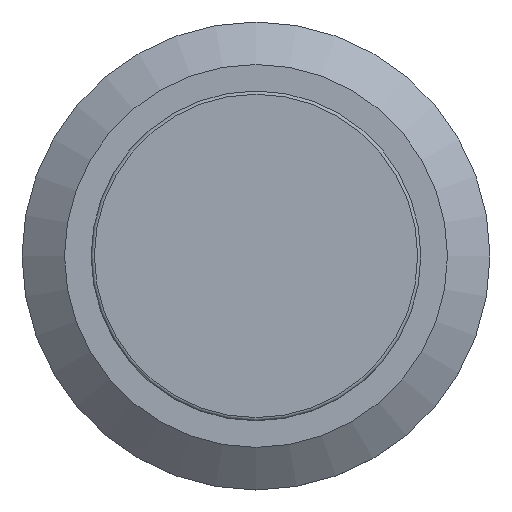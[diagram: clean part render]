
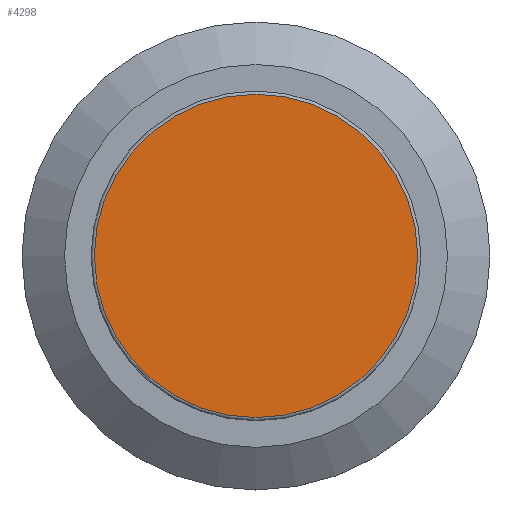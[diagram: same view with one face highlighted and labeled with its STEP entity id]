
A CAD part, top view. The second image highlights one B-rep face of the part: STEP entity #4298.
In plain terms, the highlighted planar face has unit normal (0, 0, 1).
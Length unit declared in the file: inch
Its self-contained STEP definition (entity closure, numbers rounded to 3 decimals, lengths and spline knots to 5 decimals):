
#288=PLANE('',#4582);
#523=FACE_OUTER_BOUND('',#760,.T.);
#760=EDGE_LOOP('',(#3831));
#1668=CIRCLE('',#4580,0.29921);
#2063=VERTEX_POINT('',#7318);
#2654=EDGE_CURVE('',#2063,#2063,#1668,.T.);
#3831=ORIENTED_EDGE('',*,*,#2654,.F.);
#4298=ADVANCED_FACE('',(#523),#288,.F.);
#4580=AXIS2_PLACEMENT_3D('',#7320,#5501,#5502);
#4582=AXIS2_PLACEMENT_3D('',#7322,#5505,#5506);
#5501=DIRECTION('center_axis',(0.,0.,-1.));
#5502=DIRECTION('ref_axis',(1.,0.,0.));
#5505=DIRECTION('center_axis',(0.,0.,-1.));
#5506=DIRECTION('ref_axis',(1.,0.,0.));
#7318=CARTESIAN_POINT('',(-0.29921,0.,0.07874));
#7320=CARTESIAN_POINT('Origin',(0.,0.,0.07874));
#7322=CARTESIAN_POINT('Origin',(0.,0.,0.07874));
